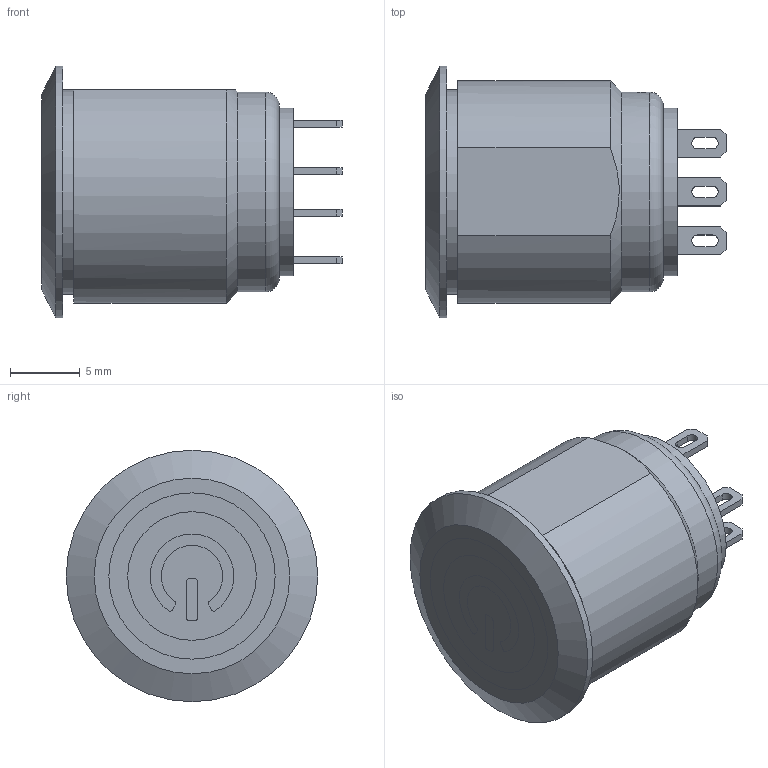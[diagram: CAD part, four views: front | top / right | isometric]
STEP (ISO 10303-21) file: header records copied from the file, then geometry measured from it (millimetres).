
FILE_DESCRIPTION(/* description */ (''),/* implementation_level */ '2;1');
FILE_NAME(/* name */ 'PV6F240xx-3R1-M15.stp',/* time_stamp */ '2025-07-16T08:38:43-05:00',/* author */ ('mwilliams'),/* organization */ (''),/* preprocessor_version */ 'ST-DEVELOPER v18.1',/* originating_system */ 'Autodesk Inventor 2022',/* authorisation */ '');
FILE_SCHEMA (('AUTOMOTIVE_DESIGN { 1 0 10303 214 3 1 1 }'));
Length unit declared in the file: centimetre
Products named in the file (1): PV6F240xx-3R1-M15
Bounding box: 21.5 x 18 x 18 mm (x, y, z)
Volume: 2750.2 mm3; surface area: 2455.2 mm2
Topology: 1 solids, 3 shells, 192 faces, 489 edges, 328 vertices
Faces by surface type: plane 115, bspline 43, cylinder 30, cone 3, torus 1
Full cylindrical faces by diameter (mm): 5.2 x1, 7.2 x1, 7.3 x1, 8.1 x1, 8.4 x1, 9.2 x2, 11.9 x1, 12 x1, 14.3 x1, 14.6 x1, 18 x1
Entity records: 6683 total; most frequent: CARTESIAN_POINT 2131, ORIENTED_EDGE 978, DIRECTION 788, EDGE_CURVE 489, VERTEX_POINT 328, LINE 324, VECTOR 324, AXIS2_PLACEMENT_3D 232
